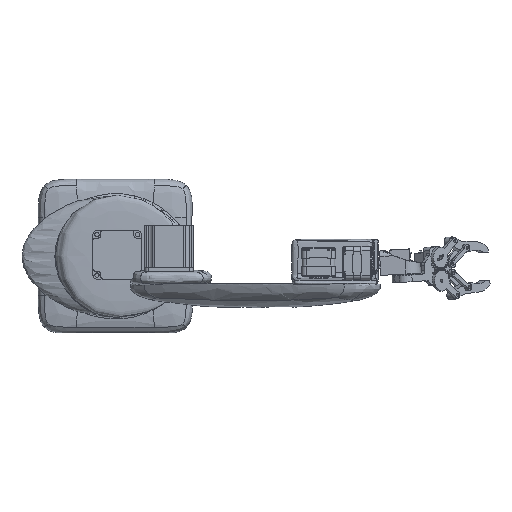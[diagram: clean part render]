
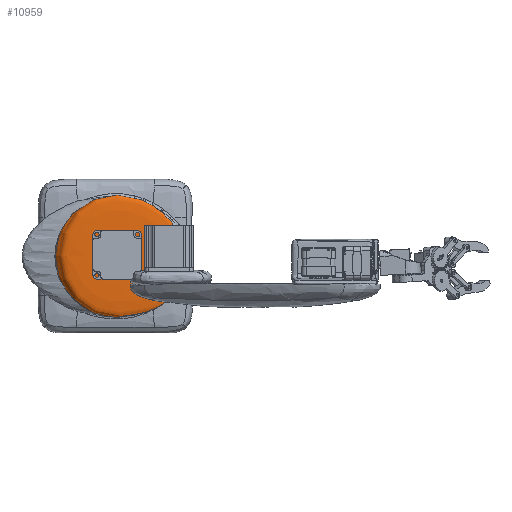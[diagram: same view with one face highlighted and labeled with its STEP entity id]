
A CAD part, top view. The second image highlights one B-rep face of the part: STEP entity #10959.
In plain terms, the highlighted free-form (B-spline) face has degree [3, 3] with [8, 11] control points.
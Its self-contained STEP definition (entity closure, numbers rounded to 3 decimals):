
#823=B_SPLINE_CURVE_WITH_KNOTS('',3,(#28514,#28515,#28516,#28517,#28518,
#28519,#28520,#28521),.UNSPECIFIED.,.F.,.F.,(4,1,1,1,1,4),(0.,1.,2.,3.,
4.,5.),.UNSPECIFIED.);
#1663=FACE_OUTER_BOUND('',#2348,.T.);
#2348=EDGE_LOOP('',(#9839,#9840));
#5200=VERTEX_POINT('',#28512);
#5201=VERTEX_POINT('',#28513);
#6754=EDGE_CURVE('',#5200,#5201,#823,.T.);
#9839=ORIENTED_EDGE('',*,*,#6754,.T.);
#9840=ORIENTED_EDGE('',*,*,#6754,.F.);
#10133=B_SPLINE_SURFACE_WITH_KNOTS('',3,3,((#28424,#28425,#28426,#28427,
#28428,#28429,#28430,#28431,#28432,#28433,#28434),(#28435,#28436,#28437,
#28438,#28439,#28440,#28441,#28442,#28443,#28444,#28445),(#28446,#28447,
#28448,#28449,#28450,#28451,#28452,#28453,#28454,#28455,#28456),(#28457,
#28458,#28459,#28460,#28461,#28462,#28463,#28464,#28465,#28466,#28467),
(#28468,#28469,#28470,#28471,#28472,#28473,#28474,#28475,#28476,#28477,
#28478),(#28479,#28480,#28481,#28482,#28483,#28484,#28485,#28486,#28487,
#28488,#28489),(#28490,#28491,#28492,#28493,#28494,#28495,#28496,#28497,
#28498,#28499,#28500),(#28501,#28502,#28503,#28504,#28505,#28506,#28507,
#28508,#28509,#28510,#28511)),.UNSPECIFIED.,.F.,.T.,.F.,(4,1,1,1,1,4),(4,
1,1,1,1,1,1,1,4),(0.,1.,2.,3.,4.,5.),(0.,1.,2.,3.,4.,5.,6.,7.,8.),
 .UNSPECIFIED.);
#10959=ADVANCED_FACE('',(#1663),#10133,.T.);
#28424=CARTESIAN_POINT('Ctrl Pts',(-707.098,38.327,55.822));
#28425=CARTESIAN_POINT('Ctrl Pts',(-707.098,38.327,55.822));
#28426=CARTESIAN_POINT('Ctrl Pts',(-707.098,38.327,55.822));
#28427=CARTESIAN_POINT('Ctrl Pts',(-707.098,38.327,55.822));
#28428=CARTESIAN_POINT('Ctrl Pts',(-707.098,38.327,55.822));
#28429=CARTESIAN_POINT('Ctrl Pts',(-707.098,38.327,55.822));
#28430=CARTESIAN_POINT('Ctrl Pts',(-707.098,38.327,55.822));
#28431=CARTESIAN_POINT('Ctrl Pts',(-707.098,38.327,55.822));
#28432=CARTESIAN_POINT('Ctrl Pts',(-707.098,38.327,55.822));
#28433=CARTESIAN_POINT('Ctrl Pts',(-707.098,38.327,55.822));
#28434=CARTESIAN_POINT('Ctrl Pts',(-707.098,38.327,55.822));
#28435=CARTESIAN_POINT('Ctrl Pts',(-725.717,38.325,55.822));
#28436=CARTESIAN_POINT('Ctrl Pts',(-725.717,43.189,55.822));
#28437=CARTESIAN_POINT('Ctrl Pts',(-721.69,52.916,55.822));
#28438=CARTESIAN_POINT('Ctrl Pts',(-707.1,58.961,55.822));
#28439=CARTESIAN_POINT('Ctrl Pts',(-692.509,52.919,55.822));
#28440=CARTESIAN_POINT('Ctrl Pts',(-679.797,38.33,55.822));
#28441=CARTESIAN_POINT('Ctrl Pts',(-685.839,23.739,55.822));
#28442=CARTESIAN_POINT('Ctrl Pts',(-707.095,17.694,55.822));
#28443=CARTESIAN_POINT('Ctrl Pts',(-721.686,23.735,55.822));
#28444=CARTESIAN_POINT('Ctrl Pts',(-725.716,33.462,55.822));
#28445=CARTESIAN_POINT('Ctrl Pts',(-725.717,38.325,55.822));
#28446=CARTESIAN_POINT('Ctrl Pts',(-762.955,38.321,55.822));
#28447=CARTESIAN_POINT('Ctrl Pts',(-762.957,52.911,55.822));
#28448=CARTESIAN_POINT('Ctrl Pts',(-750.873,82.093,55.822));
#28449=CARTESIAN_POINT('Ctrl Pts',(-707.105,100.229,55.822));
#28450=CARTESIAN_POINT('Ctrl Pts',(-663.332,82.103,55.822));
#28451=CARTESIAN_POINT('Ctrl Pts',(-625.196,38.334,55.822));
#28452=CARTESIAN_POINT('Ctrl Pts',(-643.322,-5.438,
55.822));
#28453=CARTESIAN_POINT('Ctrl Pts',(-707.09,-23.574,
55.822));
#28454=CARTESIAN_POINT('Ctrl Pts',(-750.863,-5.448,
55.822));
#28455=CARTESIAN_POINT('Ctrl Pts',(-762.954,23.731,55.822));
#28456=CARTESIAN_POINT('Ctrl Pts',(-762.955,38.321,55.822));
#28457=CARTESIAN_POINT('Ctrl Pts',(-782.507,38.319,58.362));
#28458=CARTESIAN_POINT('Ctrl Pts',(-782.509,56.939,58.362));
#28459=CARTESIAN_POINT('Ctrl Pts',(-766.317,94.182,58.362));
#28460=CARTESIAN_POINT('Ctrl Pts',(-707.666,117.326,58.362));
#28461=CARTESIAN_POINT('Ctrl Pts',(-644.235,94.195,58.362));
#28462=CARTESIAN_POINT('Ctrl Pts',(-627.8,38.336,58.362));
#28463=CARTESIAN_POINT('Ctrl Pts',(-636.611,-17.527,
58.362));
#28464=CARTESIAN_POINT('Ctrl Pts',(-707.647,-40.672,
58.362));
#28465=CARTESIAN_POINT('Ctrl Pts',(-766.303,-17.54,58.362));
#28466=CARTESIAN_POINT('Ctrl Pts',(-782.504,19.699,58.362));
#28467=CARTESIAN_POINT('Ctrl Pts',(-782.507,38.319,58.362));
#28468=CARTESIAN_POINT('Ctrl Pts',(-770.633,38.319,68.362));
#28469=CARTESIAN_POINT('Ctrl Pts',(-770.635,56.939,68.362));
#28470=CARTESIAN_POINT('Ctrl Pts',(-756.728,94.182,68.362));
#28471=CARTESIAN_POINT('Ctrl Pts',(-706.356,117.326,68.362));
#28472=CARTESIAN_POINT('Ctrl Pts',(-647.839,94.195,68.362));
#28473=CARTESIAN_POINT('Ctrl Pts',(-633.723,38.336,68.362));
#28474=CARTESIAN_POINT('Ctrl Pts',(-641.291,-17.527,
68.362));
#28475=CARTESIAN_POINT('Ctrl Pts',(-706.339,-40.672,
68.362));
#28476=CARTESIAN_POINT('Ctrl Pts',(-756.716,-17.54,
68.362));
#28477=CARTESIAN_POINT('Ctrl Pts',(-770.631,19.699,68.362));
#28478=CARTESIAN_POINT('Ctrl Pts',(-770.633,38.319,68.362));
#28479=CARTESIAN_POINT('Ctrl Pts',(-769.083,38.319,73.372));
#28480=CARTESIAN_POINT('Ctrl Pts',(-769.085,56.491,73.372));
#28481=CARTESIAN_POINT('Ctrl Pts',(-755.514,92.836,73.372));
#28482=CARTESIAN_POINT('Ctrl Pts',(-706.355,115.423,73.372));
#28483=CARTESIAN_POINT('Ctrl Pts',(-639.157,92.848,73.372));
#28484=CARTESIAN_POINT('Ctrl Pts',(-600.752,38.336,73.372));
#28485=CARTESIAN_POINT('Ctrl Pts',(-621.11,-16.181,
73.372));
#28486=CARTESIAN_POINT('Ctrl Pts',(-706.339,-38.768,
73.372));
#28487=CARTESIAN_POINT('Ctrl Pts',(-755.502,-16.193,
73.372));
#28488=CARTESIAN_POINT('Ctrl Pts',(-769.081,20.148,73.372));
#28489=CARTESIAN_POINT('Ctrl Pts',(-769.083,38.319,73.372));
#28490=CARTESIAN_POINT('Ctrl Pts',(-727.259,38.325,73.372));
#28491=CARTESIAN_POINT('Ctrl Pts',(-727.26,44.382,73.372));
#28492=CARTESIAN_POINT('Ctrl Pts',(-722.736,56.497,73.372));
#28493=CARTESIAN_POINT('Ctrl Pts',(-706.35,64.026,73.372));
#28494=CARTESIAN_POINT('Ctrl Pts',(-683.95,56.501,73.372));
#28495=CARTESIAN_POINT('Ctrl Pts',(-671.149,38.33,73.372));
#28496=CARTESIAN_POINT('Ctrl Pts',(-677.935,20.158,73.372));
#28497=CARTESIAN_POINT('Ctrl Pts',(-706.345,12.629,73.372));
#28498=CARTESIAN_POINT('Ctrl Pts',(-722.732,20.154,73.372));
#28499=CARTESIAN_POINT('Ctrl Pts',(-727.259,32.268,73.372));
#28500=CARTESIAN_POINT('Ctrl Pts',(-727.259,38.325,73.372));
#28501=CARTESIAN_POINT('Ctrl Pts',(-706.347,38.327,73.372));
#28502=CARTESIAN_POINT('Ctrl Pts',(-706.347,38.327,73.372));
#28503=CARTESIAN_POINT('Ctrl Pts',(-706.347,38.327,73.372));
#28504=CARTESIAN_POINT('Ctrl Pts',(-706.347,38.327,73.372));
#28505=CARTESIAN_POINT('Ctrl Pts',(-706.347,38.327,73.372));
#28506=CARTESIAN_POINT('Ctrl Pts',(-706.347,38.327,73.372));
#28507=CARTESIAN_POINT('Ctrl Pts',(-706.347,38.327,73.372));
#28508=CARTESIAN_POINT('Ctrl Pts',(-706.347,38.327,73.372));
#28509=CARTESIAN_POINT('Ctrl Pts',(-706.347,38.327,73.372));
#28510=CARTESIAN_POINT('Ctrl Pts',(-706.347,38.327,73.372));
#28511=CARTESIAN_POINT('Ctrl Pts',(-706.347,38.327,73.372));
#28512=CARTESIAN_POINT('',(-707.098,38.327,55.822));
#28513=CARTESIAN_POINT('',(-706.347,38.327,73.372));
#28514=CARTESIAN_POINT('Ctrl Pts',(-707.098,38.327,55.822));
#28515=CARTESIAN_POINT('Ctrl Pts',(-725.717,38.325,55.822));
#28516=CARTESIAN_POINT('Ctrl Pts',(-762.955,38.321,55.822));
#28517=CARTESIAN_POINT('Ctrl Pts',(-782.507,38.319,58.362));
#28518=CARTESIAN_POINT('Ctrl Pts',(-770.633,38.319,68.362));
#28519=CARTESIAN_POINT('Ctrl Pts',(-769.083,38.319,73.372));
#28520=CARTESIAN_POINT('Ctrl Pts',(-727.259,38.325,73.372));
#28521=CARTESIAN_POINT('Ctrl Pts',(-706.347,38.327,73.372));
